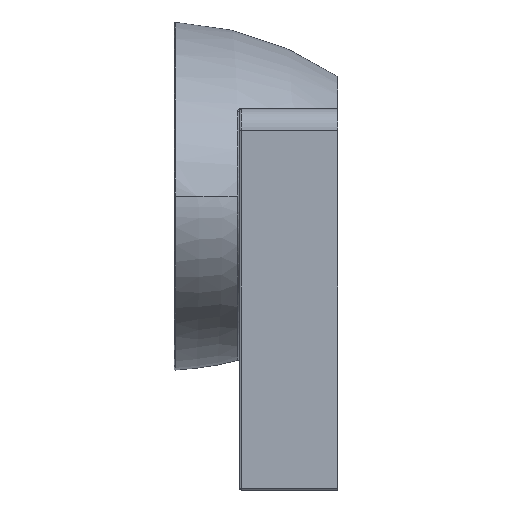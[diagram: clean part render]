
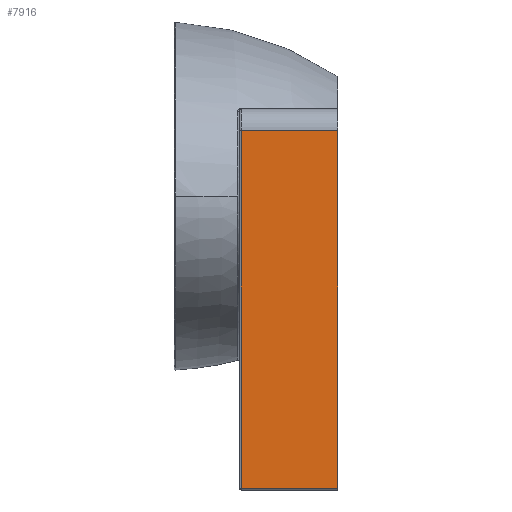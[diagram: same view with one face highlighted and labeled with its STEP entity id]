
A CAD part, left-side view. The second image highlights one B-rep face of the part: STEP entity #7916.
In plain terms, the highlighted planar face has unit normal (-1, 0, 0).
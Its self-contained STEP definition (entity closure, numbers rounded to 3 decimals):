
#194 = EDGE_LOOP ( 'NONE', ( #8250, #8252, #8251, #8253 ) ) ;
#1494 = CARTESIAN_POINT ( 'NONE',  ( -500., -150., 123. ) ) ;
#1495 = DIRECTION ( 'NONE',  ( 0., 0., 1. ) ) ;
#2431 = CARTESIAN_POINT ( 'NONE',  ( -500., -61.5, -215. ) ) ;
#2432 = DIRECTION ( 'NONE',  ( 0., 0., -1. ) ) ;
#2433 = CARTESIAN_POINT ( 'NONE',  ( -500., -72., 115. ) ) ;
#2434 = DIRECTION ( 'NONE',  ( 0., 1., 0. ) ) ;
#2435 = CARTESIAN_POINT ( 'NONE',  ( -500., -72., -213.5 ) ) ;
#2436 = DIRECTION ( 'NONE',  ( 0., -1., 0. ) ) ;
#7138 = AXIS2_PLACEMENT_3D ( 'NONE', #12477, #12478, #12479 ) ;
#7175 = VECTOR ( 'NONE', #1495, 1000. ) ;
#7200 = VECTOR ( 'NONE', #2432, 1000. ) ;
#7201 = VECTOR ( 'NONE', #2434, 1000. ) ;
#7202 = VECTOR ( 'NONE', #2436, 1000. ) ;
#7284 = CARTESIAN_POINT ( 'NONE',  ( -500., -61.5, 115. ) ) ;
#7285 = CARTESIAN_POINT ( 'NONE',  ( -500., -61.5, -213.5 ) ) ;
#7750 = CARTESIAN_POINT ( 'NONE',  ( -500., -150., -213.5 ) ) ;
#7751 = CARTESIAN_POINT ( 'NONE',  ( -500., -150., 115. ) ) ;
#7916 = ADVANCED_FACE ( 'NONE', ( #10174 ), #12476, .T. ) ;
#8001 = EDGE_CURVE ( 'NONE', #8771, #8772, #10220, .T. ) ;
#8048 = EDGE_CURVE ( 'NONE', #8712, #8713, #10231, .T. ) ;
#8049 = EDGE_CURVE ( 'NONE', #8772, #8712, #10232, .T. ) ;
#8050 = EDGE_CURVE ( 'NONE', #8713, #8771, #10233, .T. ) ;
#8250 = ORIENTED_EDGE ( 'NONE', *, *, #8049, .T. ) ;
#8251 = ORIENTED_EDGE ( 'NONE', *, *, #8050, .T. ) ;
#8252 = ORIENTED_EDGE ( 'NONE', *, *, #8048, .T. ) ;
#8253 = ORIENTED_EDGE ( 'NONE', *, *, #8001, .T. ) ;
#8712 = VERTEX_POINT ( 'NONE', #7284 ) ;
#8713 = VERTEX_POINT ( 'NONE', #7285 ) ;
#8771 = VERTEX_POINT ( 'NONE', #7750 ) ;
#8772 = VERTEX_POINT ( 'NONE', #7751 ) ;
#10174 = FACE_OUTER_BOUND ( 'NONE', #194, .T. ) ;
#10220 = LINE ( 'NONE', #1494, #7175 ) ;
#10231 = LINE ( 'NONE', #2431, #7200 ) ;
#10232 = LINE ( 'NONE', #2433, #7201 ) ;
#10233 = LINE ( 'NONE', #2435, #7202 ) ;
#12476 = PLANE ( 'NONE',  #7138 ) ;
#12477 = CARTESIAN_POINT ( 'NONE',  ( -500., -72., -215. ) ) ;
#12478 = DIRECTION ( 'NONE',  ( -1., 0., 0. ) ) ;
#12479 = DIRECTION ( 'NONE',  ( 0., 0., 1. ) ) ;
